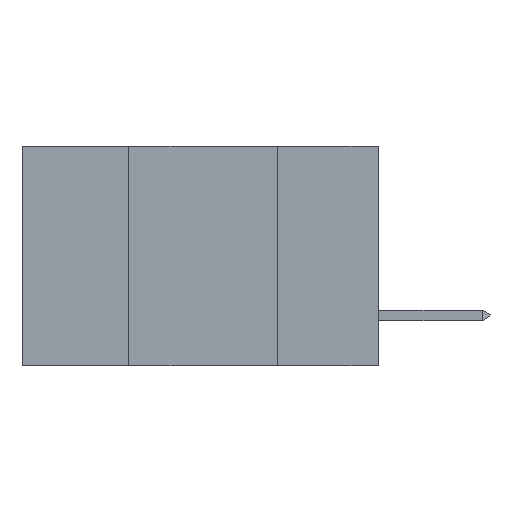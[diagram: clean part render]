
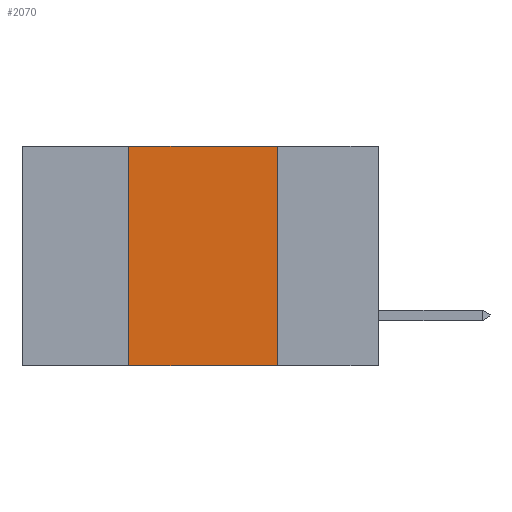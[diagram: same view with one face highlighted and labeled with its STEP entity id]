
A CAD part, left-side view. The second image highlights one B-rep face of the part: STEP entity #2070.
In plain terms, the highlighted planar face has unit normal (-1, 0, 0).
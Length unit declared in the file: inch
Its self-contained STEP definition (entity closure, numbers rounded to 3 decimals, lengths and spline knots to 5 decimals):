
#35 = CARTESIAN_POINT ( 'NONE',  ( 0., 0.6, 0. ) ) ;
#786 = ORIENTED_EDGE ( 'NONE', *, *, #9102, .F. ) ;
#1012 = VERTEX_POINT ( 'NONE', #3557 ) ;
#1594 = VECTOR ( 'NONE', #3200, 39.37008 ) ;
#1920 = DIRECTION ( 'NONE',  ( 0., -1., 0. ) ) ;
#1935 = VERTEX_POINT ( 'NONE', #5492 ) ;
#2070 = ADVANCED_FACE ( 'NONE', ( #6491 ), #2290, .F. ) ;
#2290 = PLANE ( 'NONE',  #9597 ) ;
#2732 = LINE ( 'NONE', #6836, #9106 ) ;
#3200 = DIRECTION ( 'NONE',  ( 0., 0., -1. ) ) ;
#3294 = LINE ( 'NONE', #35, #6061 ) ;
#3373 = ORIENTED_EDGE ( 'NONE', *, *, #5082, .T. ) ;
#3557 = CARTESIAN_POINT ( 'NONE',  ( 0., 0.42, 0. ) ) ;
#4130 = ORIENTED_EDGE ( 'NONE', *, *, #9562, .F. ) ;
#4780 = DIRECTION ( 'NONE',  ( 0., 0., 1. ) ) ;
#4788 = CARTESIAN_POINT ( 'NONE',  ( 0., 0.6, 0. ) ) ;
#4986 = DIRECTION ( 'NONE',  ( 0., -1., 0. ) ) ;
#5082 = EDGE_CURVE ( 'NONE', #10217, #10371, #2732, .T. ) ;
#5334 = EDGE_LOOP ( 'NONE', ( #786, #4130, #7553, #3373 ) ) ;
#5492 = CARTESIAN_POINT ( 'NONE',  ( 0., 0.17, 0. ) ) ;
#5644 = DIRECTION ( 'NONE',  ( 0., 0., -1. ) ) ;
#5648 = CARTESIAN_POINT ( 'NONE',  ( 0., 0.17, -0.37 ) ) ;
#6061 = VECTOR ( 'NONE', #4986, 39.37008 ) ;
#6491 = FACE_OUTER_BOUND ( 'NONE', #5334, .T. ) ;
#6544 = DIRECTION ( 'NONE',  ( 1., 0., 0. ) ) ;
#6836 = CARTESIAN_POINT ( 'NONE',  ( 0., 0.6, -0.37 ) ) ;
#7380 = LINE ( 'NONE', #5648, #1594 ) ;
#7553 = ORIENTED_EDGE ( 'NONE', *, *, #10569, .F. ) ;
#7982 = VECTOR ( 'NONE', #4780, 39.37008 ) ;
#8018 = CARTESIAN_POINT ( 'NONE',  ( 0., 0.42, -0.37 ) ) ;
#9102 = EDGE_CURVE ( 'NONE', #1935, #10371, #7380, .T. ) ;
#9106 = VECTOR ( 'NONE', #1920, 39.37008 ) ;
#9562 = EDGE_CURVE ( 'NONE', #1012, #1935, #3294, .T. ) ;
#9597 = AXIS2_PLACEMENT_3D ( 'NONE', #4788, #6544, #5644 ) ;
#10091 = CARTESIAN_POINT ( 'NONE',  ( 0., 0.17, -0.37 ) ) ;
#10217 = VERTEX_POINT ( 'NONE', #8018 ) ;
#10371 = VERTEX_POINT ( 'NONE', #10091 ) ;
#10466 = LINE ( 'NONE', #10691, #7982 ) ;
#10569 = EDGE_CURVE ( 'NONE', #10217, #1012, #10466, .T. ) ;
#10691 = CARTESIAN_POINT ( 'NONE',  ( 0., 0.42, -0.37 ) ) ;
